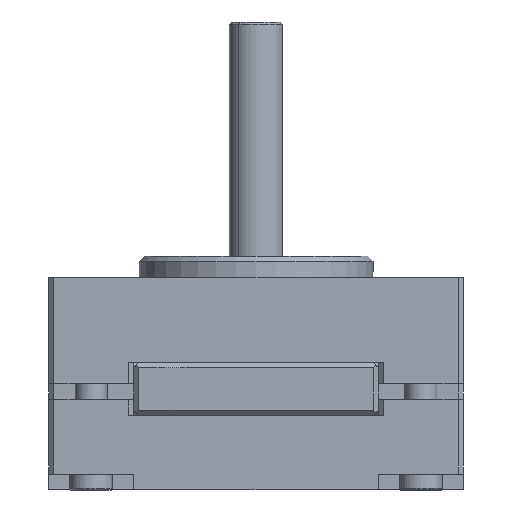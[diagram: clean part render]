
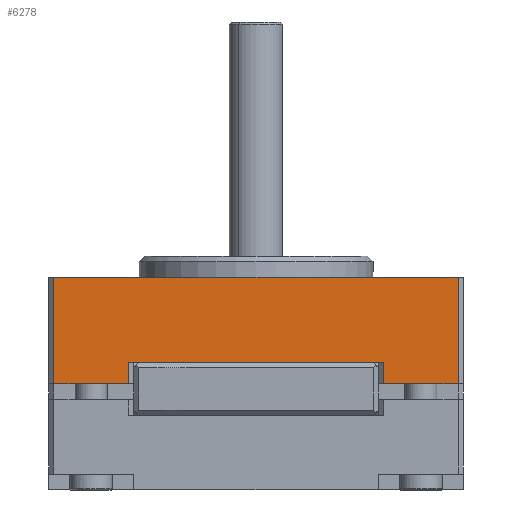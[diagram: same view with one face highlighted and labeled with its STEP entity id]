
A CAD part, front view. The second image highlights one B-rep face of the part: STEP entity #6278.
In plain terms, the highlighted planar face has unit normal (0, -1, 0).
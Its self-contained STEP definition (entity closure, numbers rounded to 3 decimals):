
#39 = DIRECTION ( 'NONE',  ( -1., 0., 0. ) ) ;
#150 = DIRECTION ( 'NONE',  ( 0., 0., -1. ) ) ;
#343 = CARTESIAN_POINT ( 'NONE',  ( -12., -19.5, 0. ) ) ;
#351 = VECTOR ( 'NONE', #2358, 1000. ) ;
#371 = CARTESIAN_POINT ( 'NONE',  ( 12., -19.5, 0. ) ) ;
#449 = EDGE_CURVE ( 'NONE', #2862, #1606, #2033, .T. ) ;
#516 = VECTOR ( 'NONE', #150, 1000. ) ;
#535 = VERTEX_POINT ( 'NONE', #5762 ) ;
#674 = LINE ( 'NONE', #3915, #516 ) ;
#736 = VERTEX_POINT ( 'NONE', #371 ) ;
#1036 = ORIENTED_EDGE ( 'NONE', *, *, #449, .T. ) ;
#1180 = ORIENTED_EDGE ( 'NONE', *, *, #1492, .T. ) ;
#1349 = CARTESIAN_POINT ( 'NONE',  ( -19., -19.5, 0. ) ) ;
#1428 = CARTESIAN_POINT ( 'NONE',  ( 19., -19.5, 0. ) ) ;
#1451 = EDGE_CURVE ( 'NONE', #4468, #535, #674, .T. ) ;
#1477 = VECTOR ( 'NONE', #1982, 1000. ) ;
#1481 = LINE ( 'NONE', #3279, #4163 ) ;
#1492 = EDGE_CURVE ( 'NONE', #1751, #736, #4463, .T. ) ;
#1519 = ORIENTED_EDGE ( 'NONE', *, *, #4643, .F. ) ;
#1592 = ORIENTED_EDGE ( 'NONE', *, *, #4320, .T. ) ;
#1606 = VERTEX_POINT ( 'NONE', #2047 ) ;
#1665 = DIRECTION ( 'NONE',  ( 0., 0., -1. ) ) ;
#1696 = PLANE ( 'NONE',  #5686 ) ;
#1751 = VERTEX_POINT ( 'NONE', #4830 ) ;
#1787 = EDGE_LOOP ( 'NONE', ( #1592, #1036, #1519, #1180, #5032, #3213, #5230, #4534 ) ) ;
#1982 = DIRECTION ( 'NONE',  ( 1., 0., 0. ) ) ;
#2033 = LINE ( 'NONE', #3519, #5969 ) ;
#2047 = CARTESIAN_POINT ( 'NONE',  ( -12., -19.5, 2. ) ) ;
#2084 = LINE ( 'NONE', #3559, #6346 ) ;
#2145 = EDGE_CURVE ( 'NONE', #6884, #6517, #4960, .T. ) ;
#2250 = CARTESIAN_POINT ( 'NONE',  ( 19., -19.5, 10. ) ) ;
#2358 = DIRECTION ( 'NONE',  ( 0., 0., -1. ) ) ;
#2462 = VECTOR ( 'NONE', #1665, 1000. ) ;
#2478 = DIRECTION ( 'NONE',  ( 0., 0., 1. ) ) ;
#2656 = LINE ( 'NONE', #2250, #6733 ) ;
#2782 = DIRECTION ( 'NONE',  ( 0., 1., 0. ) ) ;
#2791 = DIRECTION ( 'NONE',  ( 1., 0., 0. ) ) ;
#2862 = VERTEX_POINT ( 'NONE', #343 ) ;
#2918 = LINE ( 'NONE', #1428, #1477 ) ;
#3004 = DIRECTION ( 'NONE',  ( 1., 0., 0. ) ) ;
#3213 = ORIENTED_EDGE ( 'NONE', *, *, #1451, .F. ) ;
#3279 = CARTESIAN_POINT ( 'NONE',  ( 0., -19.5, 2. ) ) ;
#3519 = CARTESIAN_POINT ( 'NONE',  ( -12., -19.5, 2. ) ) ;
#3559 = CARTESIAN_POINT ( 'NONE',  ( 19., -19.5, 0. ) ) ;
#3797 = CARTESIAN_POINT ( 'NONE',  ( -19., -19.5, 10. ) ) ;
#3915 = CARTESIAN_POINT ( 'NONE',  ( 19., -19.5, 10. ) ) ;
#4163 = VECTOR ( 'NONE', #39, 1000. ) ;
#4320 = EDGE_CURVE ( 'NONE', #6517, #2862, #2084, .T. ) ;
#4333 = CARTESIAN_POINT ( 'NONE',  ( -19., -19.5, 10. ) ) ;
#4463 = LINE ( 'NONE', #6092, #351 ) ;
#4468 = VERTEX_POINT ( 'NONE', #5270 ) ;
#4534 = ORIENTED_EDGE ( 'NONE', *, *, #2145, .T. ) ;
#4643 = EDGE_CURVE ( 'NONE', #1751, #1606, #1481, .T. ) ;
#4830 = CARTESIAN_POINT ( 'NONE',  ( 12., -19.5, 2. ) ) ;
#4960 = LINE ( 'NONE', #4333, #2462 ) ;
#4963 = EDGE_CURVE ( 'NONE', #736, #535, #2918, .T. ) ;
#5032 = ORIENTED_EDGE ( 'NONE', *, *, #4963, .T. ) ;
#5230 = ORIENTED_EDGE ( 'NONE', *, *, #5635, .F. ) ;
#5270 = CARTESIAN_POINT ( 'NONE',  ( 19., -19.5, 10. ) ) ;
#5635 = EDGE_CURVE ( 'NONE', #6884, #4468, #2656, .T. ) ;
#5686 = AXIS2_PLACEMENT_3D ( 'NONE', #5980, #2782, #6503 ) ;
#5762 = CARTESIAN_POINT ( 'NONE',  ( 19., -19.5, 0. ) ) ;
#5969 = VECTOR ( 'NONE', #2478, 1000. ) ;
#5980 = CARTESIAN_POINT ( 'NONE',  ( 19., -19.5, 10. ) ) ;
#6092 = CARTESIAN_POINT ( 'NONE',  ( 12., -19.5, 10. ) ) ;
#6278 = ADVANCED_FACE ( 'NONE', ( #6807 ), #1696, .F. ) ;
#6346 = VECTOR ( 'NONE', #3004, 1000. ) ;
#6503 = DIRECTION ( 'NONE',  ( -1., 0., 0. ) ) ;
#6517 = VERTEX_POINT ( 'NONE', #1349 ) ;
#6733 = VECTOR ( 'NONE', #2791, 1000. ) ;
#6807 = FACE_OUTER_BOUND ( 'NONE', #1787, .T. ) ;
#6884 = VERTEX_POINT ( 'NONE', #3797 ) ;
